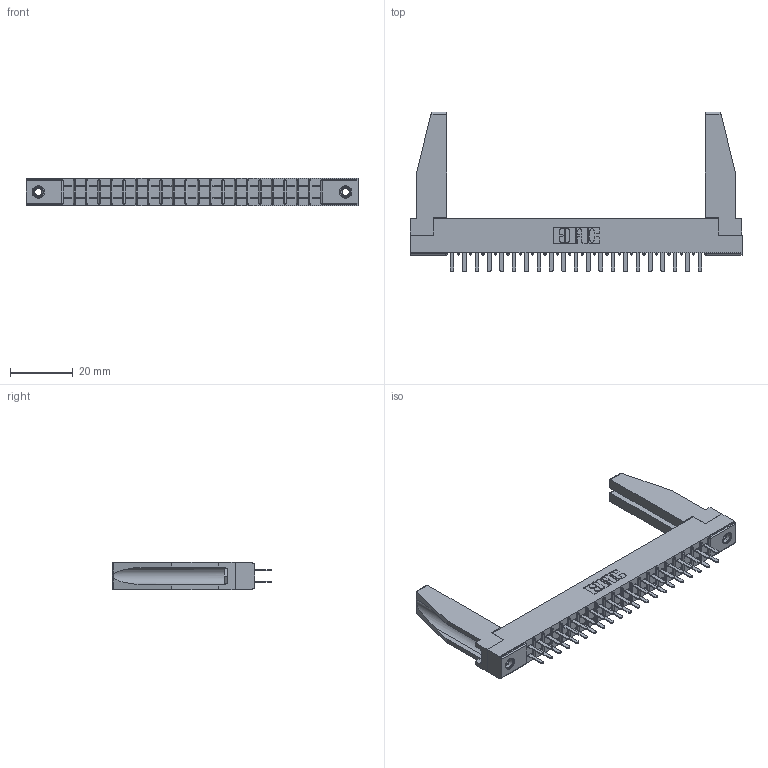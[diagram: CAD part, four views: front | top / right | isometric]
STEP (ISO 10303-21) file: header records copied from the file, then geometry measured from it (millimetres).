
FILE_DESCRIPTION (( 'STEP AP203' ), '1' );
FILE_NAME ('305-042-520-278.STEP', '2019-09-09T19:24:31', ( '' ), ( '' ), 'SwSTEP 2.0', 'SolidWorks 2016', '' );
FILE_SCHEMA (( 'CONFIG_CONTROL_DESIGN' ));
Length unit declared in the file: inch
Products named in the file (5): 305-042-520-278; 345-250-001_345-250-001-102; 305 Part_.156 Dia; 307-220-078; 305-290-001_520
Assembly tree (47 placements, depth 2):
  305-042-520-278
    305 Part_.156 Dia
    305-290-001_520  x42
    345-250-001_345-250-001-102  x2
    307-220-078  x2
Bounding box: 106.22 x 51.13 x 8.71 mm (x, y, z)
Volume: 10649.3 mm3; surface area: 16377.4 mm2
Topology: 47 solids, 47 shells, 2178 faces, 6169 edges, 3990 vertices
Faces by surface type: plane 1286, cylinder 792, sphere 84, cone 12, torus 4
Entity records: 27613 total; most frequent: CARTESIAN_POINT 4575, ORIENTED_EDGE 4496, DIRECTION 4400, EDGE_CURVE 2248, LINE 1794, VECTOR 1794, VERTEX_POINT 1436, AXIS2_PLACEMENT_3D 1303
